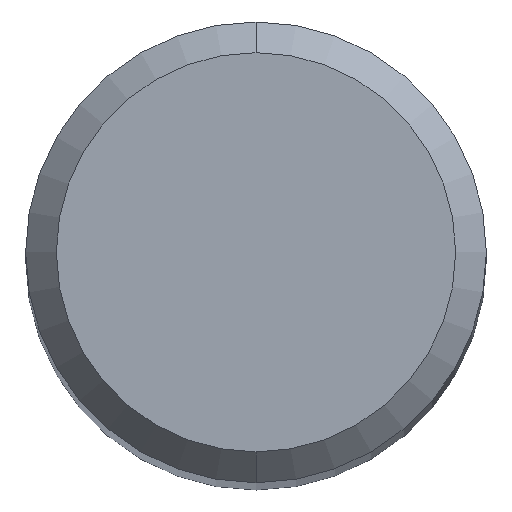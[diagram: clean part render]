
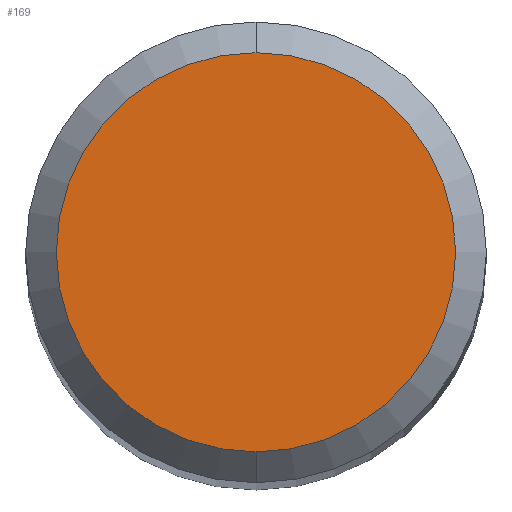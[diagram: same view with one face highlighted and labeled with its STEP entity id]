
A CAD part, top view. The second image highlights one B-rep face of the part: STEP entity #169.
In plain terms, the highlighted planar face has unit normal (0, 0, 1).
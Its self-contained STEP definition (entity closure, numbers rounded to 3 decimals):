
#169=ADVANCED_FACE('',(#460),#461,.T.);
#231=VERTEX_POINT('',#533);
#295=EDGE_CURVE('',#335,#231,#602,.T.);
#335=VERTEX_POINT('',#644);
#353=EDGE_CURVE('',#231,#335,#664,.T.);
#460=FACE_OUTER_BOUND('',#771,.T.);
#461=PLANE('',#772);
#533=CARTESIAN_POINT('',(0.,-2.6,0.0));
#602=CIRCLE('',#1037,2.6);
#644=CARTESIAN_POINT('',(0.0,2.6,0.0));
#664=CIRCLE('',#1203,2.6);
#771=EDGE_LOOP('',(#1380,#1381));
#772=AXIS2_PLACEMENT_3D('',#1382,#1383,#1384);
#1037=AXIS2_PLACEMENT_3D('',#1553,#1554,#1555);
#1203=AXIS2_PLACEMENT_3D('',#1614,#1615,#1616);
#1380=ORIENTED_EDGE('',*,*,#295,.F.);
#1381=ORIENTED_EDGE('',*,*,#353,.F.);
#1382=CARTESIAN_POINT('',(0.0,1.3,0.0));
#1383=DIRECTION('',(-0.0,0.0,1.0));
#1384=DIRECTION('',(0.0,-1.0,0.0));
#1553=CARTESIAN_POINT('',(0.0,0.0,0.0));
#1554=DIRECTION('',(0.0,0.0,-1.0));
#1555=DIRECTION('',(0.0,1.0,0.0));
#1614=CARTESIAN_POINT('',(0.0,0.0,0.0));
#1615=DIRECTION('',(0.0,0.0,-1.0));
#1616=DIRECTION('',(0.0,1.0,0.0));
